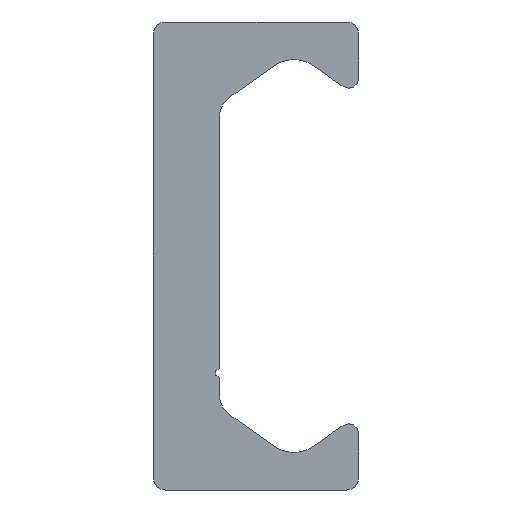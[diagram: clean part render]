
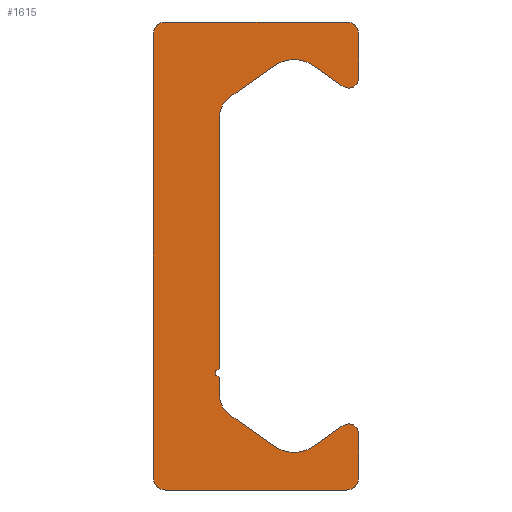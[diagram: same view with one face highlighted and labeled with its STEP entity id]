
A CAD part, left-side view. The second image highlights one B-rep face of the part: STEP entity #1615.
In plain terms, the highlighted planar face has unit normal (-1, 0, 0).
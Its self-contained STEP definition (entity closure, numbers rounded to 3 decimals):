
#832=CARTESIAN_POINT('',(0.0,5.4,-14.));
#833=VERTEX_POINT('',#832);
#840=CARTESIAN_POINT('',(0.0,6.15,-13.25));
#841=VERTEX_POINT('',#840);
#842=CARTESIAN_POINT('',(0.0,5.4,-13.25));
#843=DIRECTION('',(1.0,0.0,0.0));
#844=DIRECTION('',(0.0,0.0,-1.0));
#845=AXIS2_PLACEMENT_3D('',#842,#843,#844);
#846=CIRCLE('',#845,0.75);
#847=EDGE_CURVE('',#833,#841,#846,.T.);
#871=CARTESIAN_POINT('',(0.0,-5.4,-14.));
#872=VERTEX_POINT('',#871);
#879=CARTESIAN_POINT('',(0.0,-5.4,-14.));
#880=DIRECTION('',(0.0,1.0,0.0));
#881=VECTOR('',#880,10.8);
#882=LINE('',#879,#881);
#883=EDGE_CURVE('',#872,#833,#882,.T.);
#903=CARTESIAN_POINT('',(0.0,-6.15,-13.25));
#904=VERTEX_POINT('',#903);
#911=CARTESIAN_POINT('',(0.0,-5.4,-13.25));
#912=DIRECTION('',(1.0,0.0,0.0));
#913=DIRECTION('',(0.0,-1.0,0.0));
#914=AXIS2_PLACEMENT_3D('',#911,#912,#913);
#915=CIRCLE('',#914,0.75);
#916=EDGE_CURVE('',#904,#872,#915,.T.);
#935=CARTESIAN_POINT('',(0.0,-6.15,-10.63));
#936=VERTEX_POINT('',#935);
#943=CARTESIAN_POINT('',(0.0,-6.15,-10.63));
#944=DIRECTION('',(0.0,0.0,-1.0));
#945=VECTOR('',#944,2.62);
#946=LINE('',#943,#945);
#947=EDGE_CURVE('',#936,#904,#946,.T.);
#967=CARTESIAN_POINT('',(0.0,-5.206,-10.139));
#968=VERTEX_POINT('',#967);
#975=CARTESIAN_POINT('',(0.0,-5.55,-10.63));
#976=DIRECTION('',(1.0,0.0,0.0));
#977=DIRECTION('',(0.0,0.574,0.819));
#978=AXIS2_PLACEMENT_3D('',#975,#976,#977);
#979=CIRCLE('',#978,0.6);
#980=EDGE_CURVE('',#968,#936,#979,.T.);
#999=CARTESIAN_POINT('',(0.0,-3.417,-11.391));
#1000=VERTEX_POINT('',#999);
#1007=CARTESIAN_POINT('',(0.0,-3.417,-11.391));
#1008=DIRECTION('',(0.0,-0.819,0.574));
#1009=VECTOR('',#1008,2.184);
#1010=LINE('',#1007,#1009);
#1011=EDGE_CURVE('',#1000,#968,#1010,.T.);
#1031=CARTESIAN_POINT('',(0.0,-1.123,-11.391));
#1032=VERTEX_POINT('',#1031);
#1039=CARTESIAN_POINT('',(0.0,-2.27,-9.753));
#1040=DIRECTION('',(-1.0,0.0,0.0));
#1041=DIRECTION('',(0.0,0.574,0.819));
#1042=AXIS2_PLACEMENT_3D('',#1039,#1040,#1041);
#1043=CIRCLE('',#1042,2.0);
#1044=EDGE_CURVE('',#1032,#1000,#1043,.T.);
#1063=CARTESIAN_POINT('',(0.0,1.56,-9.512));
#1064=VERTEX_POINT('',#1063);
#1071=CARTESIAN_POINT('',(0.0,1.56,-9.512));
#1072=DIRECTION('',(0.0,-0.819,-0.574));
#1073=VECTOR('',#1072,3.276);
#1074=LINE('',#1071,#1073);
#1075=EDGE_CURVE('',#1064,#1032,#1074,.T.);
#1095=CARTESIAN_POINT('',(0.0,2.2,-8.283));
#1096=VERTEX_POINT('',#1095);
#1103=CARTESIAN_POINT('',(0.0,0.7,-8.283));
#1104=DIRECTION('',(-1.0,0.0,0.0));
#1105=DIRECTION('',(0.0,-0.574,0.819));
#1106=AXIS2_PLACEMENT_3D('',#1103,#1104,#1105);
#1107=CIRCLE('',#1106,1.5);
#1108=EDGE_CURVE('',#1096,#1064,#1107,.T.);
#1127=CARTESIAN_POINT('',(0.0,2.2,-7.25));
#1128=VERTEX_POINT('',#1127);
#1135=CARTESIAN_POINT('',(0.0,2.2,-7.25));
#1136=DIRECTION('',(0.0,0.0,-1.0));
#1137=VECTOR('',#1136,1.033);
#1138=LINE('',#1135,#1137);
#1139=EDGE_CURVE('',#1128,#1096,#1138,.T.);
#1159=CARTESIAN_POINT('',(0.0,2.2,-6.75));
#1160=VERTEX_POINT('',#1159);
#1167=CARTESIAN_POINT('',(0.0,2.2,-7.));
#1168=DIRECTION('',(-1.0,0.0,0.0));
#1169=DIRECTION('',(0.0,0.0,1.0));
#1170=AXIS2_PLACEMENT_3D('',#1167,#1168,#1169);
#1171=CIRCLE('',#1170,0.25);
#1172=EDGE_CURVE('',#1160,#1128,#1171,.T.);
#1191=CARTESIAN_POINT('',(0.0,2.2,8.283));
#1192=VERTEX_POINT('',#1191);
#1199=CARTESIAN_POINT('',(0.0,2.2,8.283));
#1200=DIRECTION('',(0.0,0.0,-1.0));
#1201=VECTOR('',#1200,15.033);
#1202=LINE('',#1199,#1201);
#1203=EDGE_CURVE('',#1192,#1160,#1202,.T.);
#1256=CARTESIAN_POINT('',(0.0,1.56,9.512));
#1257=VERTEX_POINT('',#1256);
#1264=CARTESIAN_POINT('',(0.0,0.7,8.283));
#1265=DIRECTION('',(-1.0,0.0,0.0));
#1266=DIRECTION('',(0.0,-1.0,0.0));
#1267=AXIS2_PLACEMENT_3D('',#1264,#1265,#1266);
#1268=CIRCLE('',#1267,1.5);
#1269=EDGE_CURVE('',#1257,#1192,#1268,.T.);
#1288=CARTESIAN_POINT('',(0.0,-1.123,11.391));
#1289=VERTEX_POINT('',#1288);
#1296=CARTESIAN_POINT('',(0.0,-1.123,11.391));
#1297=DIRECTION('',(0.0,0.819,-0.574));
#1298=VECTOR('',#1297,3.276);
#1299=LINE('',#1296,#1298);
#1300=EDGE_CURVE('',#1289,#1257,#1299,.T.);
#1320=CARTESIAN_POINT('',(0.0,-3.417,11.391));
#1321=VERTEX_POINT('',#1320);
#1328=CARTESIAN_POINT('',(0.0,-2.27,9.753));
#1329=DIRECTION('',(-1.0,0.0,0.0));
#1330=DIRECTION('',(0.0,-0.574,-0.819));
#1331=AXIS2_PLACEMENT_3D('',#1328,#1329,#1330);
#1332=CIRCLE('',#1331,2.0);
#1333=EDGE_CURVE('',#1321,#1289,#1332,.T.);
#1352=CARTESIAN_POINT('',(0.0,-5.206,10.139));
#1353=VERTEX_POINT('',#1352);
#1360=CARTESIAN_POINT('',(0.0,-5.206,10.139));
#1361=DIRECTION('',(0.0,0.819,0.574));
#1362=VECTOR('',#1361,2.184);
#1363=LINE('',#1360,#1362);
#1364=EDGE_CURVE('',#1353,#1321,#1363,.T.);
#1384=CARTESIAN_POINT('',(0.0,-6.15,10.63));
#1385=VERTEX_POINT('',#1384);
#1392=CARTESIAN_POINT('',(0.0,-5.55,10.63));
#1393=DIRECTION('',(1.0,0.0,0.0));
#1394=DIRECTION('',(0.0,-1.0,0.0));
#1395=AXIS2_PLACEMENT_3D('',#1392,#1393,#1394);
#1396=CIRCLE('',#1395,0.6);
#1397=EDGE_CURVE('',#1385,#1353,#1396,.T.);
#1416=CARTESIAN_POINT('',(0.0,-6.15,13.25));
#1417=VERTEX_POINT('',#1416);
#1424=CARTESIAN_POINT('',(0.0,-6.15,13.25));
#1425=DIRECTION('',(0.0,0.0,-1.0));
#1426=VECTOR('',#1425,2.62);
#1427=LINE('',#1424,#1426);
#1428=EDGE_CURVE('',#1417,#1385,#1427,.T.);
#1448=CARTESIAN_POINT('',(0.0,-5.4,14.));
#1449=VERTEX_POINT('',#1448);
#1456=CARTESIAN_POINT('',(0.0,-5.4,13.25));
#1457=DIRECTION('',(1.0,0.0,0.0));
#1458=DIRECTION('',(0.0,0.0,1.0));
#1459=AXIS2_PLACEMENT_3D('',#1456,#1457,#1458);
#1460=CIRCLE('',#1459,0.75);
#1461=EDGE_CURVE('',#1449,#1417,#1460,.T.);
#1480=CARTESIAN_POINT('',(0.0,5.4,14.));
#1481=VERTEX_POINT('',#1480);
#1488=CARTESIAN_POINT('',(0.0,5.4,14.));
#1489=DIRECTION('',(0.0,-1.0,0.0));
#1490=VECTOR('',#1489,10.8);
#1491=LINE('',#1488,#1490);
#1492=EDGE_CURVE('',#1481,#1449,#1491,.T.);
#1512=CARTESIAN_POINT('',(0.0,6.15,13.25));
#1513=VERTEX_POINT('',#1512);
#1520=CARTESIAN_POINT('',(0.0,5.4,13.25));
#1521=DIRECTION('',(1.0,0.0,0.0));
#1522=DIRECTION('',(0.0,1.0,0.0));
#1523=AXIS2_PLACEMENT_3D('',#1520,#1521,#1522);
#1524=CIRCLE('',#1523,0.75);
#1525=EDGE_CURVE('',#1513,#1481,#1524,.T.);
#1543=CARTESIAN_POINT('',(0.0,6.15,-13.25));
#1544=DIRECTION('',(0.0,0.0,1.0));
#1545=VECTOR('',#1544,26.5);
#1546=LINE('',#1543,#1545);
#1547=EDGE_CURVE('',#841,#1513,#1546,.T.);
#1586=CARTESIAN_POINT('',(0.0,1.352,-0.021));
#1587=DIRECTION('',(1.0,0.0,0.0));
#1588=DIRECTION('',(0.0,0.0,-1.0));
#1589=AXIS2_PLACEMENT_3D('',#1586,#1587,#1588);
#1590=PLANE('',#1589);
#1591=ORIENTED_EDGE('',*,*,#1547,.F.);
#1592=ORIENTED_EDGE('',*,*,#847,.F.);
#1593=ORIENTED_EDGE('',*,*,#883,.F.);
#1594=ORIENTED_EDGE('',*,*,#916,.F.);
#1595=ORIENTED_EDGE('',*,*,#947,.F.);
#1596=ORIENTED_EDGE('',*,*,#980,.F.);
#1597=ORIENTED_EDGE('',*,*,#1011,.F.);
#1598=ORIENTED_EDGE('',*,*,#1044,.F.);
#1599=ORIENTED_EDGE('',*,*,#1075,.F.);
#1600=ORIENTED_EDGE('',*,*,#1108,.F.);
#1601=ORIENTED_EDGE('',*,*,#1139,.F.);
#1602=ORIENTED_EDGE('',*,*,#1172,.F.);
#1603=ORIENTED_EDGE('',*,*,#1203,.F.);
#1604=ORIENTED_EDGE('',*,*,#1269,.F.);
#1605=ORIENTED_EDGE('',*,*,#1300,.F.);
#1606=ORIENTED_EDGE('',*,*,#1333,.F.);
#1607=ORIENTED_EDGE('',*,*,#1364,.F.);
#1608=ORIENTED_EDGE('',*,*,#1397,.F.);
#1609=ORIENTED_EDGE('',*,*,#1428,.F.);
#1610=ORIENTED_EDGE('',*,*,#1461,.F.);
#1611=ORIENTED_EDGE('',*,*,#1492,.F.);
#1612=ORIENTED_EDGE('',*,*,#1525,.F.);
#1613=EDGE_LOOP('',(#1591,#1592,#1593,#1594,#1595,#1596,#1597,#1598,#1599,#1600,#1601,#1602,#1603,#1604,#1605,#1606,#1607,#1608,#1609,#1610,#1611,#1612));
#1614=FACE_OUTER_BOUND('',#1613,.T.);
#1615=ADVANCED_FACE('',(#1614),#1590,.F.);
